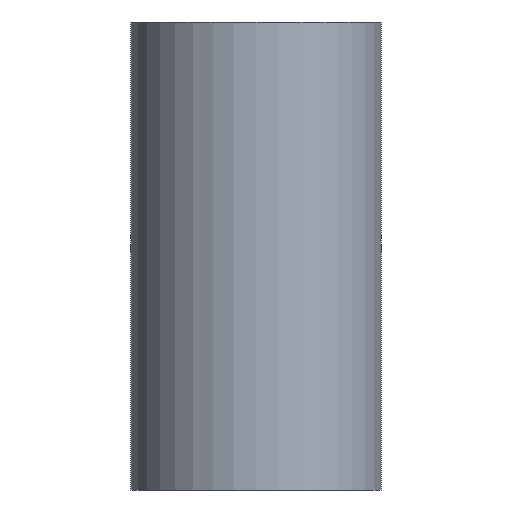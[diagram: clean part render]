
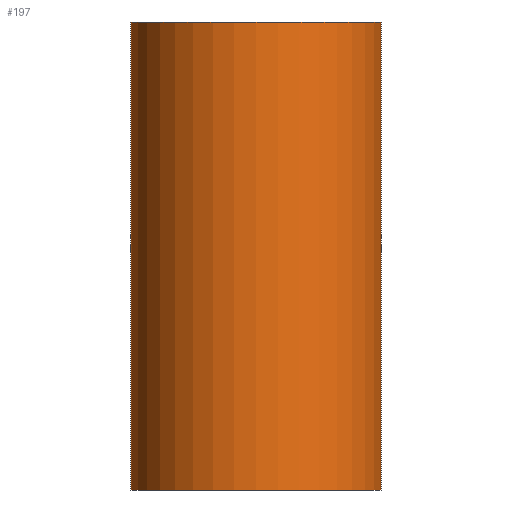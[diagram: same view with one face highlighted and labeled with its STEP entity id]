
A CAD part, front view. The second image highlights one B-rep face of the part: STEP entity #197.
In plain terms, the highlighted cylindrical face has radius 44.5 mm (diameter 89 mm), a full revolution.
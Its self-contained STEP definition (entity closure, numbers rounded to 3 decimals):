
#16=B_SPLINE_CURVE_WITH_KNOTS('',3,(#409,#410,#411,#412,#413,#414,#415,
#416,#417,#418,#419,#420,#421,#422,#423,#424,#425,#426,#427,#428,#429,#430,
#431,#432,#433,#434,#435,#436,#437,#438,#439,#440,#441,#442,#443,#444,#445,
#446,#447,#448,#449,#450,#451,#452,#453,#454,#455,#456,#457,#458,#459,#460,
#461,#462,#463,#464,#465,#466,#467,#468,#469,#470,#471,#472,#473,#474),
 .UNSPECIFIED.,.T.,.F.,(4,2,2,2,2,2,2,2,2,2,2,2,2,2,2,2,2,2,2,2,2,2,2,2,
2,2,2,2,2,2,2,2,4),(0.,0.604,1.208,1.812,
2.416,3.013,3.609,4.205,4.802,
5.398,5.995,6.591,7.187,7.791,
8.395,9.,9.604,10.208,10.812,
11.416,12.02,12.616,13.213,13.809,
14.405,15.002,15.598,16.195,16.791,
17.395,17.999,18.603,19.207),
 .UNSPECIFIED.);
#29=CYLINDRICAL_SURFACE('',#230,44.5);
#44=FACE_BOUND('',#92,.T.);
#45=FACE_BOUND('',#93,.T.);
#61=FACE_OUTER_BOUND('',#91,.T.);
#91=EDGE_LOOP('',(#174));
#92=EDGE_LOOP('',(#175));
#93=EDGE_LOOP('',(#176));
#101=CIRCLE('',#208,44.5);
#105=CIRCLE('',#215,44.5);
#116=VERTEX_POINT('',#307);
#120=VERTEX_POINT('',#318);
#129=VERTEX_POINT('',#408);
#133=EDGE_CURVE('',#116,#116,#101,.T.);
#137=EDGE_CURVE('',#120,#120,#105,.T.);
#146=EDGE_CURVE('',#129,#129,#16,.T.);
#174=ORIENTED_EDGE('',*,*,#133,.F.);
#175=ORIENTED_EDGE('',*,*,#137,.F.);
#176=ORIENTED_EDGE('',*,*,#146,.T.);
#197=ADVANCED_FACE('',(#61,#44,#45),#29,.T.);
#208=AXIS2_PLACEMENT_3D('',#308,#247,#248);
#215=AXIS2_PLACEMENT_3D('',#319,#261,#262);
#230=AXIS2_PLACEMENT_3D('',#475,#291,#292);
#247=DIRECTION('center_axis',(0.,0.,1.));
#248=DIRECTION('ref_axis',(-1.,0.,0.));
#261=DIRECTION('center_axis',(0.,0.,-1.));
#262=DIRECTION('ref_axis',(-1.,0.,0.));
#291=DIRECTION('center_axis',(0.,0.,1.));
#292=DIRECTION('ref_axis',(-1.,0.,0.));
#307=CARTESIAN_POINT('',(44.5,0.,83.));
#308=CARTESIAN_POINT('Origin',(0.,0.,83.));
#318=CARTESIAN_POINT('',(44.5,0.,-83.));
#319=CARTESIAN_POINT('Origin',(0.,0.,-83.));
#408=CARTESIAN_POINT('',(30.5,32.404,0.));
#409=CARTESIAN_POINT('Ctrl Pts',(30.5,32.404,0.));
#410=CARTESIAN_POINT('Ctrl Pts',(30.5,32.404,2.014));
#411=CARTESIAN_POINT('Ctrl Pts',(30.298,32.597,4.054));
#412=CARTESIAN_POINT('Ctrl Pts',(29.489,33.331,8.051));
#413=CARTESIAN_POINT('Ctrl Pts',(28.882,33.869,10.007));
#414=CARTESIAN_POINT('Ctrl Pts',(27.312,35.147,13.724));
#415=CARTESIAN_POINT('Ctrl Pts',(26.348,35.886,15.489));
#416=CARTESIAN_POINT('Ctrl Pts',(24.138,37.408,18.747));
#417=CARTESIAN_POINT('Ctrl Pts',(22.892,38.19,20.241));
#418=CARTESIAN_POINT('Ctrl Pts',(20.258,39.65,22.876));
#419=CARTESIAN_POINT('Ctrl Pts',(18.774,40.385,24.118));
#420=CARTESIAN_POINT('Ctrl Pts',(15.514,41.745,26.333));
#421=CARTESIAN_POINT('Ctrl Pts',(13.739,42.37,27.306));
#422=CARTESIAN_POINT('Ctrl Pts',(9.998,43.406,28.886));
#423=CARTESIAN_POINT('Ctrl Pts',(8.027,43.817,29.496));
#424=CARTESIAN_POINT('Ctrl Pts',(4.022,44.364,30.303));
#425=CARTESIAN_POINT('Ctrl Pts',(1.988,44.5,30.5));
#426=CARTESIAN_POINT('Ctrl Pts',(-1.988,44.5,30.5));
#427=CARTESIAN_POINT('Ctrl Pts',(-4.022,44.364,30.303));
#428=CARTESIAN_POINT('Ctrl Pts',(-8.027,43.817,29.496));
#429=CARTESIAN_POINT('Ctrl Pts',(-9.998,43.406,28.886));
#430=CARTESIAN_POINT('Ctrl Pts',(-13.739,42.37,27.306));
#431=CARTESIAN_POINT('Ctrl Pts',(-15.514,41.745,26.333));
#432=CARTESIAN_POINT('Ctrl Pts',(-18.774,40.385,24.118));
#433=CARTESIAN_POINT('Ctrl Pts',(-20.258,39.65,22.876));
#434=CARTESIAN_POINT('Ctrl Pts',(-22.892,38.19,20.241));
#435=CARTESIAN_POINT('Ctrl Pts',(-24.138,37.408,18.747));
#436=CARTESIAN_POINT('Ctrl Pts',(-26.348,35.886,15.489));
#437=CARTESIAN_POINT('Ctrl Pts',(-27.312,35.147,13.724));
#438=CARTESIAN_POINT('Ctrl Pts',(-28.882,33.869,10.007));
#439=CARTESIAN_POINT('Ctrl Pts',(-29.489,33.331,8.051));
#440=CARTESIAN_POINT('Ctrl Pts',(-30.298,32.597,4.054));
#441=CARTESIAN_POINT('Ctrl Pts',(-30.5,32.404,2.014));
#442=CARTESIAN_POINT('Ctrl Pts',(-30.5,32.404,-2.014));
#443=CARTESIAN_POINT('Ctrl Pts',(-30.298,32.597,-4.054));
#444=CARTESIAN_POINT('Ctrl Pts',(-29.489,33.331,-8.051));
#445=CARTESIAN_POINT('Ctrl Pts',(-28.882,33.869,-10.007));
#446=CARTESIAN_POINT('Ctrl Pts',(-27.312,35.147,-13.724));
#447=CARTESIAN_POINT('Ctrl Pts',(-26.348,35.886,-15.489));
#448=CARTESIAN_POINT('Ctrl Pts',(-24.138,37.408,-18.747));
#449=CARTESIAN_POINT('Ctrl Pts',(-22.892,38.19,-20.241));
#450=CARTESIAN_POINT('Ctrl Pts',(-20.258,39.65,-22.876));
#451=CARTESIAN_POINT('Ctrl Pts',(-18.774,40.385,-24.118));
#452=CARTESIAN_POINT('Ctrl Pts',(-15.514,41.745,-26.333));
#453=CARTESIAN_POINT('Ctrl Pts',(-13.739,42.37,-27.306));
#454=CARTESIAN_POINT('Ctrl Pts',(-9.998,43.406,-28.886));
#455=CARTESIAN_POINT('Ctrl Pts',(-8.027,43.817,-29.496));
#456=CARTESIAN_POINT('Ctrl Pts',(-4.022,44.364,-30.303));
#457=CARTESIAN_POINT('Ctrl Pts',(-1.988,44.5,-30.5));
#458=CARTESIAN_POINT('Ctrl Pts',(1.988,44.5,-30.5));
#459=CARTESIAN_POINT('Ctrl Pts',(4.022,44.364,-30.303));
#460=CARTESIAN_POINT('Ctrl Pts',(8.027,43.817,-29.496));
#461=CARTESIAN_POINT('Ctrl Pts',(9.998,43.406,-28.886));
#462=CARTESIAN_POINT('Ctrl Pts',(13.739,42.37,-27.306));
#463=CARTESIAN_POINT('Ctrl Pts',(15.514,41.745,-26.333));
#464=CARTESIAN_POINT('Ctrl Pts',(18.774,40.385,-24.118));
#465=CARTESIAN_POINT('Ctrl Pts',(20.258,39.65,-22.876));
#466=CARTESIAN_POINT('Ctrl Pts',(22.892,38.19,-20.241));
#467=CARTESIAN_POINT('Ctrl Pts',(24.138,37.408,-18.747));
#468=CARTESIAN_POINT('Ctrl Pts',(26.348,35.886,-15.489));
#469=CARTESIAN_POINT('Ctrl Pts',(27.312,35.147,-13.724));
#470=CARTESIAN_POINT('Ctrl Pts',(28.882,33.869,-10.007));
#471=CARTESIAN_POINT('Ctrl Pts',(29.489,33.331,-8.051));
#472=CARTESIAN_POINT('Ctrl Pts',(30.298,32.597,-4.054));
#473=CARTESIAN_POINT('Ctrl Pts',(30.5,32.404,-2.014));
#474=CARTESIAN_POINT('Ctrl Pts',(30.5,32.404,0.));
#475=CARTESIAN_POINT('Origin',(0.,0.,0.));
